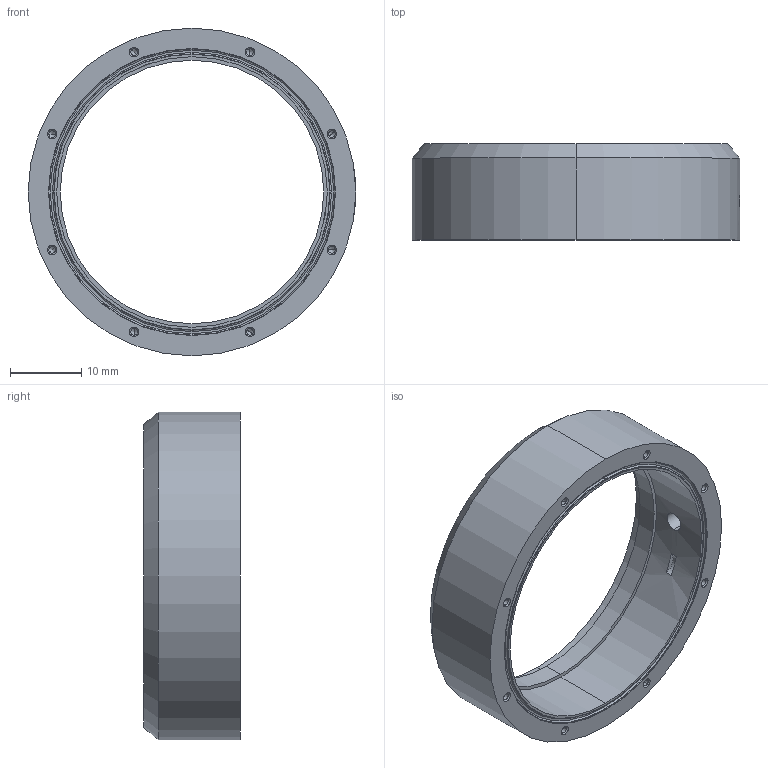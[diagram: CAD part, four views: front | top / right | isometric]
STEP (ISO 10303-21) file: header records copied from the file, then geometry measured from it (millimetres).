
FILE_DESCRIPTION (( 'STEP AP203' ), '1' );
FILE_NAME ('carure et lunette.STEP', '2020-06-10T21:10:29', ( '' ), ( '' ), 'SwSTEP 2.0', 'SolidWorks 2020', '' );
FILE_SCHEMA (( 'CONFIG_CONTROL_DESIGN' ));
Length unit declared in the file: millimetre
Products named in the file (1): carure et lunette
Bounding box: 46 x 13.5 x 46 mm (x, y, z)
Volume: 6829.4 mm3; surface area: 4812.8 mm2
Topology: 1 solids, 1 shells, 90 faces, 212 edges, 123 vertices
Faces by surface type: cylinder 34, cone 34, plane 12, torus 8, bspline 2
Entity records: 3810 total; most frequent: CARTESIAN_POINT 1667, DIRECTION 481, ORIENTED_EDGE 392, AXIS2_PLACEMENT_3D 205, EDGE_CURVE 196, VERTEX_POINT 123, CIRCLE 116, EDGE_LOOP 109
